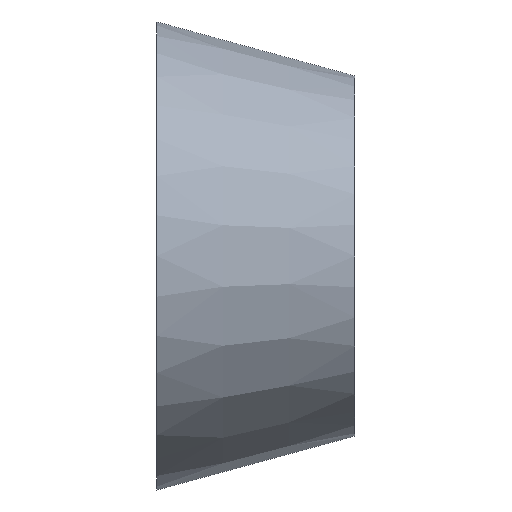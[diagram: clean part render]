
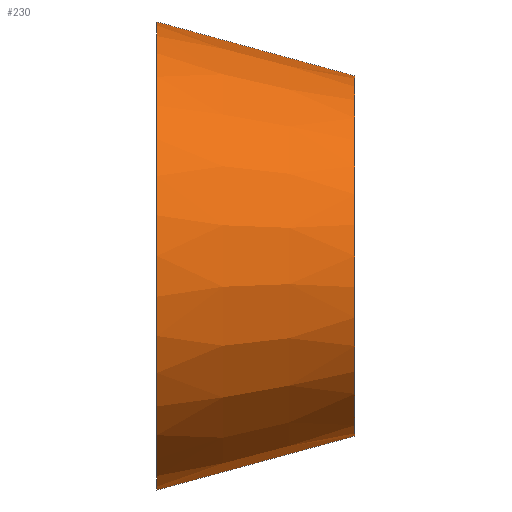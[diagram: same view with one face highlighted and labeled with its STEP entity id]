
A CAD part, front view. The second image highlights one B-rep face of the part: STEP entity #230.
In plain terms, the highlighted conical face has half-angle 15.255 degrees and reference radius 10 mm.
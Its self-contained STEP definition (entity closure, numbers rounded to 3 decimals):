
#6 = DIRECTION ( 'NONE',  ( 0., 0., -1. ) ) ;
#14 = CARTESIAN_POINT ( 'NONE',  ( 11., 0., 0. ) ) ;
#19 = ORIENTED_EDGE ( 'NONE', *, *, #106, .F. ) ;
#23 = CARTESIAN_POINT ( 'NONE',  ( 11., 0., 10. ) ) ;
#25 = LINE ( 'NONE', #239, #199 ) ;
#31 = AXIS2_PLACEMENT_3D ( 'NONE', #220, #173, #6 ) ;
#34 = FACE_OUTER_BOUND ( 'NONE', #36, .T. ) ;
#36 = EDGE_LOOP ( 'NONE', ( #155, #19, #191, #37 ) ) ;
#37 = ORIENTED_EDGE ( 'NONE', *, *, #108, .T. ) ;
#54 = VERTEX_POINT ( 'NONE', #23 ) ;
#57 = VERTEX_POINT ( 'NONE', #115 ) ;
#67 = DIRECTION ( 'NONE',  ( 0., 0., -1. ) ) ;
#68 = CARTESIAN_POINT ( 'NONE',  ( 11., 0., 10. ) ) ;
#84 = CARTESIAN_POINT ( 'NONE',  ( 0., 0., -13. ) ) ;
#92 = DIRECTION ( 'NONE',  ( -0.965, 0., -0.263 ) ) ;
#93 = CARTESIAN_POINT ( 'NONE',  ( 0., 0., 0. ) ) ;
#97 = EDGE_CURVE ( 'NONE', #57, #167, #25, .T. ) ;
#103 = DIRECTION ( 'NONE',  ( -0.965, 0., 0.263 ) ) ;
#106 = EDGE_CURVE ( 'NONE', #54, #57, #182, .T. ) ;
#108 = EDGE_CURVE ( 'NONE', #109, #167, #211, .T. ) ;
#109 = VERTEX_POINT ( 'NONE', #117 ) ;
#115 = CARTESIAN_POINT ( 'NONE',  ( 11., 0., -10. ) ) ;
#116 = VECTOR ( 'NONE', #103, 1000. ) ;
#117 = CARTESIAN_POINT ( 'NONE',  ( 0., 0., 13. ) ) ;
#140 = EDGE_CURVE ( 'NONE', #54, #109, #183, .T. ) ;
#155 = ORIENTED_EDGE ( 'NONE', *, *, #97, .F. ) ;
#167 = VERTEX_POINT ( 'NONE', #84 ) ;
#173 = DIRECTION ( 'NONE',  ( 1., 0., 0. ) ) ;
#174 = DIRECTION ( 'NONE',  ( 1., 0., 0. ) ) ;
#180 = DIRECTION ( 'NONE',  ( -1., 0., 0. ) ) ;
#182 = CIRCLE ( 'NONE', #31, 10. ) ;
#183 = LINE ( 'NONE', #68, #116 ) ;
#187 = CONICAL_SURFACE ( 'NONE', #232, 10., 0.266 ) ;
#191 = ORIENTED_EDGE ( 'NONE', *, *, #140, .T. ) ;
#199 = VECTOR ( 'NONE', #92, 1000. ) ;
#211 = CIRCLE ( 'NONE', #229, 13. ) ;
#220 = CARTESIAN_POINT ( 'NONE',  ( 11., 0., 0. ) ) ;
#224 = DIRECTION ( 'NONE',  ( 0., 0., 1. ) ) ;
#229 = AXIS2_PLACEMENT_3D ( 'NONE', #93, #174, #67 ) ;
#230 = ADVANCED_FACE ( 'NONE', ( #34 ), #187, .T. ) ;
#232 = AXIS2_PLACEMENT_3D ( 'NONE', #14, #180, #224 ) ;
#239 = CARTESIAN_POINT ( 'NONE',  ( 11., 0., -10. ) ) ;
